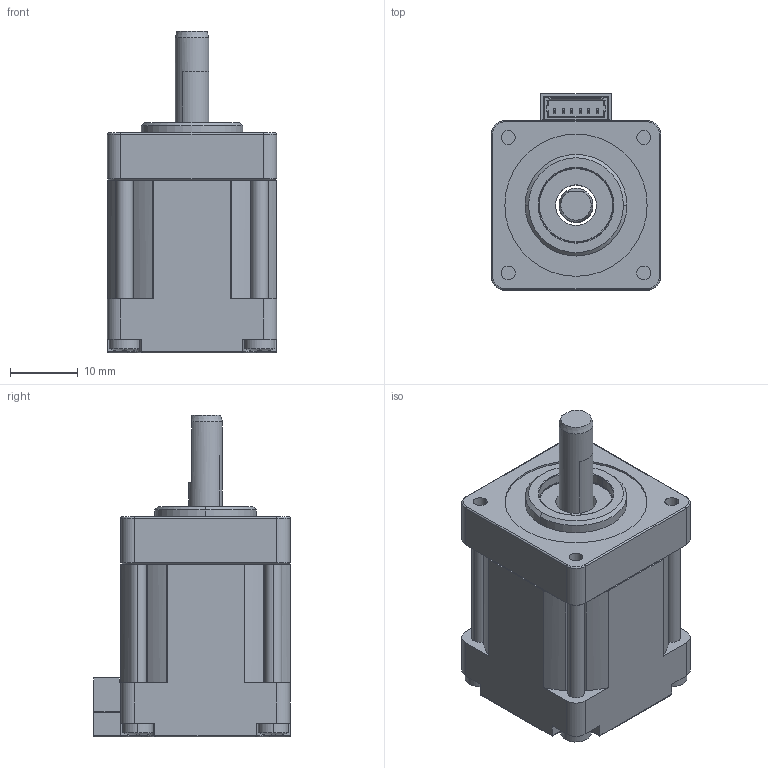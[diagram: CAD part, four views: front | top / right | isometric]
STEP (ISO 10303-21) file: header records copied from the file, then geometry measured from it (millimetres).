
FILE_DESCRIPTION((''),'2;1');
FILE_NAME('1','2020-03-09T15:38:49',('ms20301'),(''),'CREO PARAMETRIC BY PTC INC, 2018100','CREO PARAMETRIC BY PTC INC, 2018100','');
FILE_SCHEMA(('CONFIG_CONTROL_DESIGN'));
Length unit declared in the file: millimetre
Products named in the file (1): 1
Bounding box: 25 x 29 x 47.5 mm (x, y, z)
Volume: 891.3 mm3; surface area: 13542.2 mm2
Topology: 1 solids, 2 shells, 975 faces, 2685 edges, 1738 vertices
Faces by surface type: plane 654, cylinder 258, bspline 24, torus 16, cone 15, sphere 8
Entity records: 32125 total; most frequent: CARTESIAN_POINT 6926, ORIENTED_EDGE 5361, DIRECTION 5145, EDGE_CURVE 2685, VECTOR 1821, LINE 1821, VERTEX_POINT 1738, AXIS2_PLACEMENT_3D 1662
